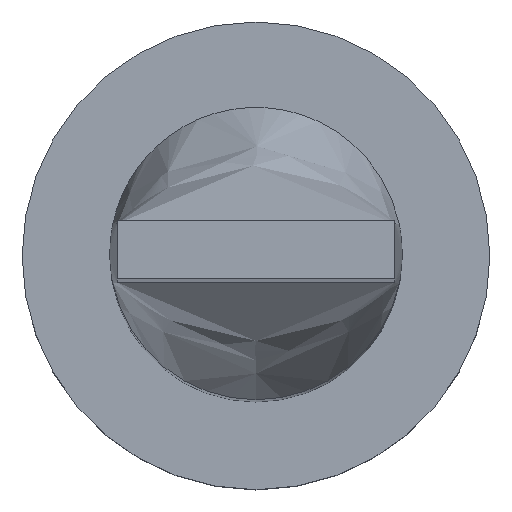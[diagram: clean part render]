
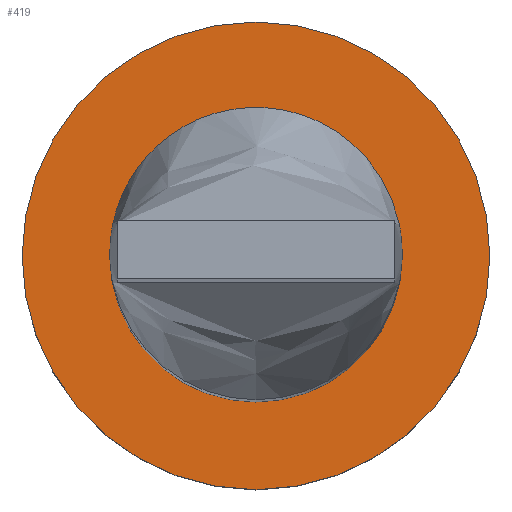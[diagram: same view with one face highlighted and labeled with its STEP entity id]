
A CAD part, top view. The second image highlights one B-rep face of the part: STEP entity #419.
In plain terms, the highlighted planar face has unit normal (0, 0, 1).
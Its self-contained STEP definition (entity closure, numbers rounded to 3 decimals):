
#5 = CARTESIAN_POINT ( 'NONE',  ( 0., 0., 5. ) ) ;
#14 = CARTESIAN_POINT ( 'NONE',  ( -8., 0., 5. ) ) ;
#60 = DIRECTION ( 'NONE',  ( 0., 0., 1. ) ) ;
#62 = CIRCLE ( 'NONE', #481, 8. ) ;
#72 = CARTESIAN_POINT ( 'NONE',  ( 8., 0., 5. ) ) ;
#87 = FACE_BOUND ( 'NONE', #311, .T. ) ;
#100 = DIRECTION ( 'NONE',  ( 0., 0., 1. ) ) ;
#118 = VERTEX_POINT ( 'NONE', #14 ) ;
#123 = FACE_OUTER_BOUND ( 'NONE', #584, .T. ) ;
#125 = DIRECTION ( 'NONE',  ( 1., 0., 0. ) ) ;
#131 = AXIS2_PLACEMENT_3D ( 'NONE', #535, #240, #580 ) ;
#163 = VERTEX_POINT ( 'NONE', #521 ) ;
#165 = DIRECTION ( 'NONE',  ( 1., 0., 0. ) ) ;
#188 = DIRECTION ( 'NONE',  ( 1., 0., 0. ) ) ;
#192 = CARTESIAN_POINT ( 'NONE',  ( 0., 0., 5. ) ) ;
#228 = EDGE_CURVE ( 'NONE', #118, #458, #422, .T. ) ;
#238 = AXIS2_PLACEMENT_3D ( 'NONE', #435, #390, #165 ) ;
#240 = DIRECTION ( 'NONE',  ( 0., 0., 1. ) ) ;
#245 = EDGE_CURVE ( 'NONE', #458, #118, #62, .T. ) ;
#274 = AXIS2_PLACEMENT_3D ( 'NONE', #297, #543, #125 ) ;
#297 = CARTESIAN_POINT ( 'NONE',  ( 0., 0., 5. ) ) ;
#302 = PLANE ( 'NONE',  #274 ) ;
#309 = AXIS2_PLACEMENT_3D ( 'NONE', #5, #100, #188 ) ;
#311 = EDGE_LOOP ( 'NONE', ( #386, #547 ) ) ;
#341 = ORIENTED_EDGE ( 'NONE', *, *, #245, .T. ) ;
#366 = EDGE_CURVE ( 'NONE', #434, #163, #587, .T. ) ;
#386 = ORIENTED_EDGE ( 'NONE', *, *, #594, .F. ) ;
#390 = DIRECTION ( 'NONE',  ( 0., 0., 1. ) ) ;
#419 = ADVANCED_FACE ( 'NONE', ( #87, #123 ), #302, .T. ) ;
#422 = CIRCLE ( 'NONE', #309, 8. ) ;
#425 = CARTESIAN_POINT ( 'NONE',  ( 5., 0., 5. ) ) ;
#434 = VERTEX_POINT ( 'NONE', #425 ) ;
#435 = CARTESIAN_POINT ( 'NONE',  ( 0., 0., 5. ) ) ;
#450 = ORIENTED_EDGE ( 'NONE', *, *, #228, .T. ) ;
#458 = VERTEX_POINT ( 'NONE', #72 ) ;
#481 = AXIS2_PLACEMENT_3D ( 'NONE', #192, #60, #560 ) ;
#521 = CARTESIAN_POINT ( 'NONE',  ( -5., 0., 5. ) ) ;
#535 = CARTESIAN_POINT ( 'NONE',  ( 0., 0., 5. ) ) ;
#539 = CIRCLE ( 'NONE', #238, 5. ) ;
#543 = DIRECTION ( 'NONE',  ( 0., 0., 1. ) ) ;
#547 = ORIENTED_EDGE ( 'NONE', *, *, #366, .F. ) ;
#560 = DIRECTION ( 'NONE',  ( 1., 0., 0. ) ) ;
#580 = DIRECTION ( 'NONE',  ( 1., 0., 0. ) ) ;
#584 = EDGE_LOOP ( 'NONE', ( #450, #341 ) ) ;
#587 = CIRCLE ( 'NONE', #131, 5. ) ;
#594 = EDGE_CURVE ( 'NONE', #163, #434, #539, .T. ) ;
